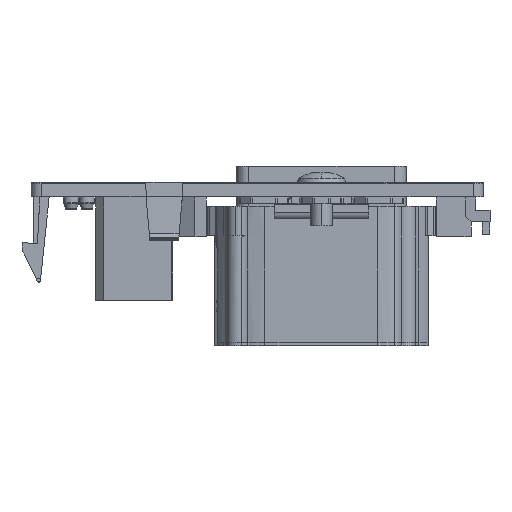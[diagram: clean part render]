
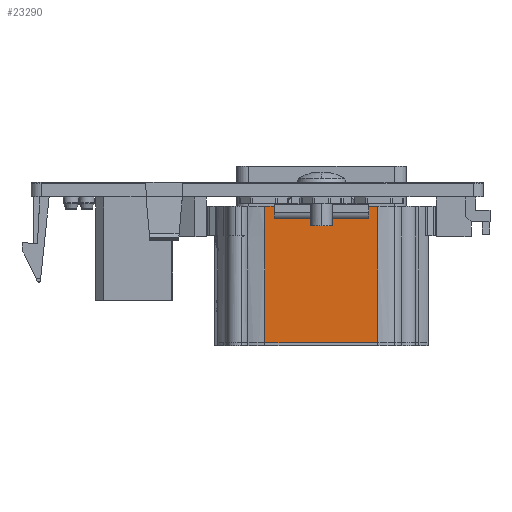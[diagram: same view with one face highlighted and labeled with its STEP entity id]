
A CAD part, left-side view. The second image highlights one B-rep face of the part: STEP entity #23290.
In plain terms, the highlighted planar face has unit normal (-1, 0, 0).
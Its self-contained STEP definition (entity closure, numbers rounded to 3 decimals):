
#23243=AXIS2_PLACEMENT_3D('Plane Axis2P3D',#23240,#23241,#23242) ;
#15110=CARTESIAN_POINT('Vertex',(23.996,41.755,27.026)) ;
#15115=CARTESIAN_POINT('Line Origine',(23.996,41.755,25.794)) ;
#15119=CARTESIAN_POINT('Vertex',(23.996,41.755,24.563)) ;
#15283=CARTESIAN_POINT('Vertex',(23.996,23.467,24.563)) ;
#15286=CARTESIAN_POINT('Line Origine',(23.996,23.467,25.794)) ;
#15290=CARTESIAN_POINT('Vertex',(23.996,23.467,27.026)) ;
#18593=CARTESIAN_POINT('Vertex',(23.996,43.531,27.026)) ;
#18596=CARTESIAN_POINT('Line Origine',(23.996,42.643,27.026)) ;
#18606=CARTESIAN_POINT('Line Origine',(23.996,22.578,27.026)) ;
#18610=CARTESIAN_POINT('Vertex',(23.996,21.689,27.026)) ;
#23228=CARTESIAN_POINT('Line Origine',(23.996,-24.654,24.563)) ;
#23240=CARTESIAN_POINT('Axis2P3D Location',(23.996,43.531,0.635)) ;
#23245=CARTESIAN_POINT('Line Origine',(23.996,43.531,10.973)) ;
#23249=CARTESIAN_POINT('Vertex',(23.996,43.531,0.635)) ;
#23251=CARTESIAN_POINT('Vertex',(23.996,43.531,21.311)) ;
#23254=CARTESIAN_POINT('Line Origine',(23.996,32.61,0.635)) ;
#23258=CARTESIAN_POINT('Vertex',(23.996,21.689,0.635)) ;
#23261=CARTESIAN_POINT('Line Origine',(23.996,21.689,10.973)) ;
#23265=CARTESIAN_POINT('Vertex',(23.996,21.689,21.311)) ;
#23268=CARTESIAN_POINT('Line Origine',(23.996,21.689,24.168)) ;
#23273=CARTESIAN_POINT('Line Origine',(23.996,43.531,24.168)) ;
#15116=DIRECTION('Vector Direction',(0.,0.,-1.)) ;
#15287=DIRECTION('Vector Direction',(0.,0.,-1.)) ;
#18597=DIRECTION('Vector Direction',(0.,-1.,0.)) ;
#18607=DIRECTION('Vector Direction',(0.,-1.,0.)) ;
#23229=DIRECTION('Vector Direction',(0.,1.,0.)) ;
#23241=DIRECTION('Axis2P3D Direction',(-1.,0.,0.)) ;
#23242=DIRECTION('Axis2P3D XDirection',(0.,-1.,0.)) ;
#23246=DIRECTION('Vector Direction',(0.,0.,1.)) ;
#23255=DIRECTION('Vector Direction',(0.,-1.,0.)) ;
#23262=DIRECTION('Vector Direction',(0.,0.,-1.)) ;
#23269=DIRECTION('Vector Direction',(0.,0.,1.)) ;
#23274=DIRECTION('Vector Direction',(0.,0.,-1.)) ;
#15117=VECTOR('Line Direction',#15116,1.) ;
#15288=VECTOR('Line Direction',#15287,1.) ;
#18598=VECTOR('Line Direction',#18597,1.) ;
#18608=VECTOR('Line Direction',#18607,1.) ;
#23230=VECTOR('Line Direction',#23229,1.) ;
#23247=VECTOR('Line Direction',#23246,1.) ;
#23256=VECTOR('Line Direction',#23255,1.) ;
#23263=VECTOR('Line Direction',#23262,1.) ;
#23270=VECTOR('Line Direction',#23269,1.) ;
#23275=VECTOR('Line Direction',#23274,1.) ;
#23279=ORIENTED_EDGE('',*,*,#23253,.F.) ;
#23280=ORIENTED_EDGE('',*,*,#23260,.F.) ;
#23281=ORIENTED_EDGE('',*,*,#23267,.T.) ;
#23282=ORIENTED_EDGE('',*,*,#23272,.T.) ;
#23283=ORIENTED_EDGE('',*,*,#18612,.F.) ;
#23284=ORIENTED_EDGE('',*,*,#15292,.T.) ;
#23285=ORIENTED_EDGE('',*,*,#23232,.T.) ;
#23286=ORIENTED_EDGE('',*,*,#15121,.F.) ;
#23287=ORIENTED_EDGE('',*,*,#18600,.F.) ;
#23288=ORIENTED_EDGE('',*,*,#23277,.F.) ;
#23290=ADVANCED_FACE('Hauptk\X2\00F6\X0\rper',(#23289),#23244,.T.) ;
#15121=EDGE_CURVE('',#15111,#15120,#15118,.T.) ;
#15292=EDGE_CURVE('',#15291,#15284,#15289,.T.) ;
#18600=EDGE_CURVE('',#18594,#15111,#18599,.T.) ;
#18612=EDGE_CURVE('',#15291,#18611,#18609,.T.) ;
#23232=EDGE_CURVE('',#15284,#15120,#23231,.T.) ;
#23253=EDGE_CURVE('',#23250,#23252,#23248,.T.) ;
#23260=EDGE_CURVE('',#23259,#23250,#23257,.F.) ;
#23267=EDGE_CURVE('',#23259,#23266,#23264,.F.) ;
#23272=EDGE_CURVE('',#23266,#18611,#23271,.T.) ;
#23277=EDGE_CURVE('',#23252,#18594,#23276,.F.) ;
#23278=EDGE_LOOP('',(#23279,#23280,#23281,#23282,#23283,#23284,#23285,#23286,#23287,#23288)) ;
#23289=FACE_OUTER_BOUND('',#23278,.T.) ;
#15118=LINE('Line',#15115,#15117) ;
#15289=LINE('Line',#15286,#15288) ;
#18599=LINE('Line',#18596,#18598) ;
#18609=LINE('Line',#18606,#18608) ;
#23231=LINE('Line',#23228,#23230) ;
#23248=LINE('Line',#23245,#23247) ;
#23257=LINE('Line',#23254,#23256) ;
#23264=LINE('Line',#23261,#23263) ;
#23271=LINE('Line',#23268,#23270) ;
#23276=LINE('Line',#23273,#23275) ;
#23244=PLANE('',#23243) ;
#15111=VERTEX_POINT('',#15110) ;
#15120=VERTEX_POINT('',#15119) ;
#15284=VERTEX_POINT('',#15283) ;
#15291=VERTEX_POINT('',#15290) ;
#18594=VERTEX_POINT('',#18593) ;
#18611=VERTEX_POINT('',#18610) ;
#23250=VERTEX_POINT('',#23249) ;
#23252=VERTEX_POINT('',#23251) ;
#23259=VERTEX_POINT('',#23258) ;
#23266=VERTEX_POINT('',#23265) ;
